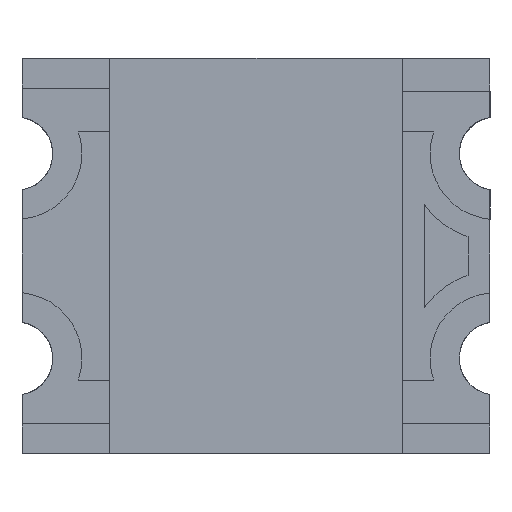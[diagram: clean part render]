
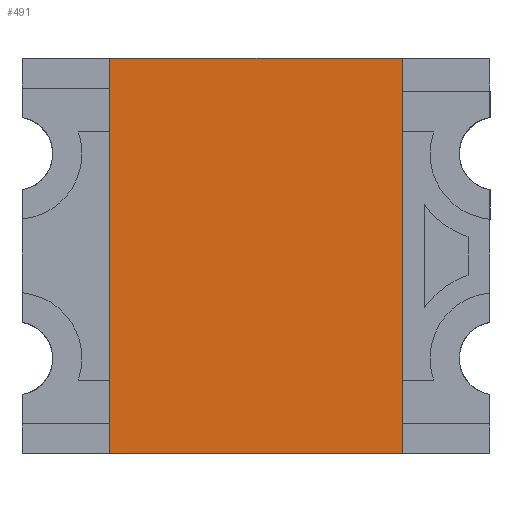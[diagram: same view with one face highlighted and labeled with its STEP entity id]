
A CAD part, top view. The second image highlights one B-rep face of the part: STEP entity #491.
In plain terms, the highlighted planar face has unit normal (0, 0, 1).
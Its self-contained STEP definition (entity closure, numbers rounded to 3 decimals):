
#335 = FACE_OUTER_BOUND ( 'NONE', #684, .T. ) ;
#338 = AXIS2_PLACEMENT_3D ( 'NONE', #1209, #1210, #1211 ) ;
#351 = VECTOR ( 'NONE', #1240, 1000. ) ;
#352 = VECTOR ( 'NONE', #1243, 1000. ) ;
#355 = VECTOR ( 'NONE', #1252, 1000. ) ;
#358 = VECTOR ( 'NONE', #1258, 1000. ) ;
#491 = ADVANCED_FACE ( 'NONE', ( #335 ), #1208, .T. ) ;
#500 = EDGE_CURVE ( 'NONE', #599, #597, #1238, .T. ) ;
#501 = EDGE_CURVE ( 'NONE', #598, #600, #1241, .T. ) ;
#504 = EDGE_CURVE ( 'NONE', #597, #598, #1250, .T. ) ;
#506 = EDGE_CURVE ( 'NONE', #600, #599, #1256, .T. ) ;
#597 = VERTEX_POINT ( 'NONE', #1560 ) ;
#598 = VERTEX_POINT ( 'NONE', #1561 ) ;
#599 = VERTEX_POINT ( 'NONE', #1562 ) ;
#600 = VERTEX_POINT ( 'NONE', #1563 ) ;
#684 = EDGE_LOOP ( 'NONE', ( #709, #704, #706, #705 ) ) ;
#704 = ORIENTED_EDGE ( 'NONE', *, *, #506, .F. ) ;
#705 = ORIENTED_EDGE ( 'NONE', *, *, #504, .F. ) ;
#706 = ORIENTED_EDGE ( 'NONE', *, *, #501, .F. ) ;
#709 = ORIENTED_EDGE ( 'NONE', *, *, #500, .F. ) ;
#1208 = PLANE ( 'NONE',  #338 ) ;
#1209 = CARTESIAN_POINT ( 'NONE',  ( -143.165, -353.962, 0.625 ) ) ;
#1210 = DIRECTION ( 'NONE',  ( 0., 0., 1. ) ) ;
#1211 = DIRECTION ( 'NONE',  ( 1., 0., 0. ) ) ;
#1238 = LINE ( 'NONE', #1239, #351 ) ;
#1239 = CARTESIAN_POINT ( 'NONE',  ( -143.165, -351.262, 0.625 ) ) ;
#1240 = DIRECTION ( 'NONE',  ( 1., 0., 0. ) ) ;
#1241 = LINE ( 'NONE', #1242, #352 ) ;
#1242 = CARTESIAN_POINT ( 'NONE',  ( -141.165, -353.962, 0.625 ) ) ;
#1243 = DIRECTION ( 'NONE',  ( -1., 0., 0. ) ) ;
#1250 = LINE ( 'NONE', #1251, #355 ) ;
#1251 = CARTESIAN_POINT ( 'NONE',  ( -141.165, -353.962, 0.625 ) ) ;
#1252 = DIRECTION ( 'NONE',  ( 0., -1., 0. ) ) ;
#1256 = LINE ( 'NONE', #1257, #358 ) ;
#1257 = CARTESIAN_POINT ( 'NONE',  ( -143.165, -351.262, 0.625 ) ) ;
#1258 = DIRECTION ( 'NONE',  ( 0., 1., 0. ) ) ;
#1560 = CARTESIAN_POINT ( 'NONE',  ( -141.165, -351.262, 0.625 ) ) ;
#1561 = CARTESIAN_POINT ( 'NONE',  ( -141.165, -353.962, 0.625 ) ) ;
#1562 = CARTESIAN_POINT ( 'NONE',  ( -143.165, -351.262, 0.625 ) ) ;
#1563 = CARTESIAN_POINT ( 'NONE',  ( -143.165, -353.962, 0.625 ) ) ;
